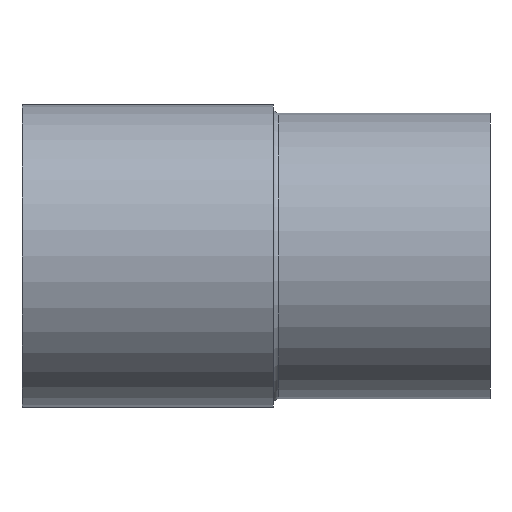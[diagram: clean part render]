
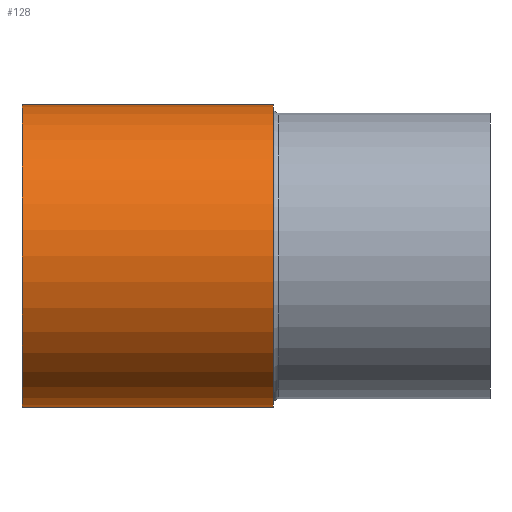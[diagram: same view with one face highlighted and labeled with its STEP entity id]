
A CAD part, front view. The second image highlights one B-rep face of the part: STEP entity #128.
In plain terms, the highlighted cylindrical face has radius 13.25 mm (diameter 26.5 mm), a full revolution.
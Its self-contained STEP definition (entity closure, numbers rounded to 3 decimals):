
#24=FACE_BOUND($,#52,.T.);
#37=FACE_OUTER_BOUND($,#51,.T.);
#51=EDGE_LOOP($,(#106));
#52=EDGE_LOOP($,(#107));
#72=CIRCLE($,#152,13.25);
#73=CIRCLE($,#153,13.25);
#83=VERTEX_POINT($,#230);
#84=VERTEX_POINT($,#232);
#94=EDGE_CURVE($,#83,#83,#72,.T.);
#95=EDGE_CURVE($,#84,#84,#73,.T.);
#106=ORIENTED_EDGE($,*,*,#94,.T.);
#107=ORIENTED_EDGE($,*,*,#95,.F.);
#122=CYLINDRICAL_SURFACE($,#151,13.25);
#128=ADVANCED_FACE($,(#37,#24),#122,.T.);
#151=AXIS2_PLACEMENT_3D($,#229,#189,#190);
#152=AXIS2_PLACEMENT_3D($,#231,#191,#192);
#153=AXIS2_PLACEMENT_3D($,#233,#193,#194);
#189=DIRECTION('center_axis',(-1.,0.,0.));
#190=DIRECTION('ref_axis',(0.,1.,0.));
#191=DIRECTION('center_axis',(-1.,0.,0.));
#192=DIRECTION('ref_axis',(0.,1.,0.));
#193=DIRECTION('center_axis',(-1.,0.,0.));
#194=DIRECTION('ref_axis',(0.,1.,0.));
#229=CARTESIAN_POINT('Origin',(-8.07,0.,
0.));
#230=CARTESIAN_POINT('',(2.93,-13.25,0.));
#231=CARTESIAN_POINT('Origin',(2.93,0.,0.));
#232=CARTESIAN_POINT('',(-19.07,-13.25,0.));
#233=CARTESIAN_POINT('Origin',(-19.07,0.,
0.));
